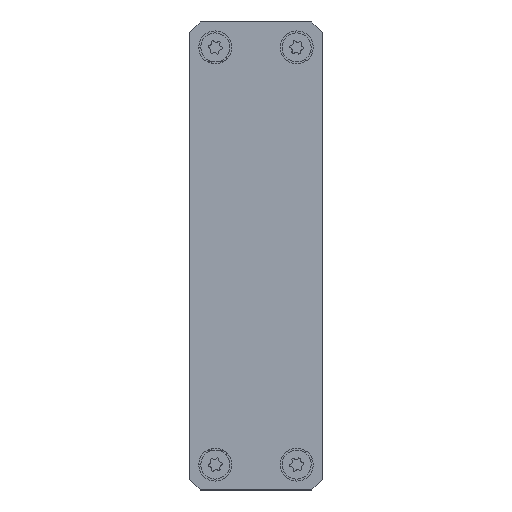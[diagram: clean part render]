
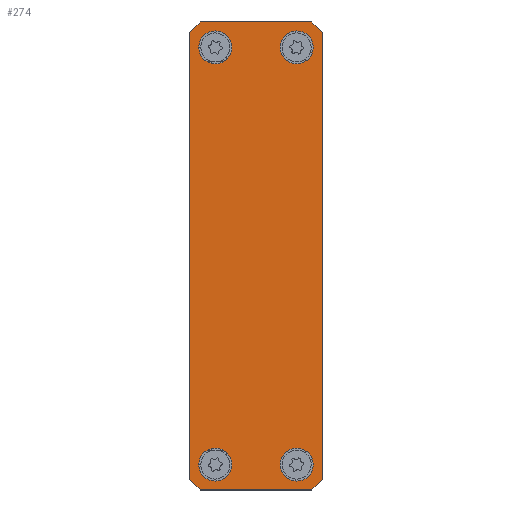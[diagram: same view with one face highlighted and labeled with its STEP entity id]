
A CAD part, left-side view. The second image highlights one B-rep face of the part: STEP entity #274.
In plain terms, the highlighted face is planar.
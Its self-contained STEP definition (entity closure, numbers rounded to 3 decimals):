
#2 = VECTOR ( 'NONE', #8636, 1000. ) ;
#133 = LINE ( 'NONE', #4602, #9827 ) ;
#197 = VERTEX_POINT ( 'NONE', #4609 ) ;
#251 = DIRECTION ( 'NONE',  ( 0., -1., 0. ) ) ;
#274 = ADVANCED_FACE ( 'NONE', ( #9271, #1604, #11013, #4150, #5000 ), #3315, .T. ) ;
#293 = ORIENTED_EDGE ( 'NONE', *, *, #4397, .F. ) ;
#347 = EDGE_CURVE ( 'NONE', #5507, #7625, #4105, .T. ) ;
#361 = EDGE_LOOP ( 'NONE', ( #1255, #2363 ) ) ;
#423 = VECTOR ( 'NONE', #6811, 1000. ) ;
#468 = VERTEX_POINT ( 'NONE', #9308 ) ;
#597 = CARTESIAN_POINT ( 'NONE',  ( -41., 0., 8. ) ) ;
#646 = DIRECTION ( 'NONE',  ( 0., 0., -1. ) ) ;
#856 = DIRECTION ( 'NONE',  ( 0., 0., -1. ) ) ;
#872 = LINE ( 'NONE', #1758, #2 ) ;
#1070 = ORIENTED_EDGE ( 'NONE', *, *, #6633, .F. ) ;
#1133 = AXIS2_PLACEMENT_3D ( 'NONE', #597, #7286, #10838 ) ;
#1158 = EDGE_CURVE ( 'NONE', #4870, #3173, #9264, .T. ) ;
#1206 = EDGE_CURVE ( 'NONE', #3275, #7722, #5050, .T. ) ;
#1241 = AXIS2_PLACEMENT_3D ( 'NONE', #6498, #5650, #3844 ) ;
#1255 = ORIENTED_EDGE ( 'NONE', *, *, #1490, .F. ) ;
#1299 = EDGE_LOOP ( 'NONE', ( #1070, #9660 ) ) ;
#1420 = DIRECTION ( 'NONE',  ( -0.707, 0., -0.707 ) ) ;
#1490 = EDGE_CURVE ( 'NONE', #3988, #468, #1656, .T. ) ;
#1604 = FACE_BOUND ( 'NONE', #1299, .T. ) ;
#1655 = CARTESIAN_POINT ( 'NONE',  ( -28.5, 0., -28.5 ) ) ;
#1656 = CIRCLE ( 'NONE', #1133, 3.25 ) ;
#1702 = VERTEX_POINT ( 'NONE', #9698 ) ;
#1710 = DIRECTION ( 'NONE',  ( 0.707, 0., -0.707 ) ) ;
#1758 = CARTESIAN_POINT ( 'NONE',  ( -46., 0., -13. ) ) ;
#2006 = CARTESIAN_POINT ( 'NONE',  ( -46., 0., 13. ) ) ;
#2200 = CIRCLE ( 'NONE', #5048, 3.25 ) ;
#2296 = EDGE_CURVE ( 'NONE', #468, #3988, #2200, .T. ) ;
#2328 = CARTESIAN_POINT ( 'NONE',  ( 46., 0., -11. ) ) ;
#2363 = ORIENTED_EDGE ( 'NONE', *, *, #2296, .F. ) ;
#2479 = CARTESIAN_POINT ( 'NONE',  ( 41., 0., 8. ) ) ;
#2641 = EDGE_CURVE ( 'NONE', #4750, #197, #5605, .T. ) ;
#2663 = AXIS2_PLACEMENT_3D ( 'NONE', #3718, #10586, #2891 ) ;
#2840 = LINE ( 'NONE', #2006, #5872 ) ;
#2891 = DIRECTION ( 'NONE',  ( 0., 0., -1. ) ) ;
#2938 = VERTEX_POINT ( 'NONE', #6175 ) ;
#3173 = VERTEX_POINT ( 'NONE', #3232 ) ;
#3215 = CARTESIAN_POINT ( 'NONE',  ( 0., 0., 0. ) ) ;
#3232 = CARTESIAN_POINT ( 'NONE',  ( -44., 0., -13. ) ) ;
#3275 = VERTEX_POINT ( 'NONE', #8663 ) ;
#3315 = PLANE ( 'NONE',  #9316 ) ;
#3388 = AXIS2_PLACEMENT_3D ( 'NONE', #5502, #6403, #646 ) ;
#3415 = DIRECTION ( 'NONE',  ( 0., 0., -1. ) ) ;
#3478 = CARTESIAN_POINT ( 'NONE',  ( 28.5, 0., -28.5 ) ) ;
#3499 = DIRECTION ( 'NONE',  ( 0., -1., 0. ) ) ;
#3504 = DIRECTION ( 'NONE',  ( -0.707, 0., 0.707 ) ) ;
#3526 = EDGE_CURVE ( 'NONE', #9133, #2938, #9002, .T. ) ;
#3598 = LINE ( 'NONE', #10409, #10664 ) ;
#3685 = ORIENTED_EDGE ( 'NONE', *, *, #8252, .F. ) ;
#3718 = CARTESIAN_POINT ( 'NONE',  ( -41., 0., -8. ) ) ;
#3742 = VERTEX_POINT ( 'NONE', #4387 ) ;
#3829 = CARTESIAN_POINT ( 'NONE',  ( 41., 0., 4.75 ) ) ;
#3832 = CIRCLE ( 'NONE', #4188, 3.25 ) ;
#3844 = DIRECTION ( 'NONE',  ( 0., 0., -1. ) ) ;
#3986 = DIRECTION ( 'NONE',  ( 0., 0., -1. ) ) ;
#3988 = VERTEX_POINT ( 'NONE', #8003 ) ;
#3991 = CARTESIAN_POINT ( 'NONE',  ( -41., 0., -11.25 ) ) ;
#4007 = CARTESIAN_POINT ( 'NONE',  ( 41., 0., -4.75 ) ) ;
#4026 = EDGE_LOOP ( 'NONE', ( #3685, #10452 ) ) ;
#4082 = VECTOR ( 'NONE', #856, 1000. ) ;
#4105 = CIRCLE ( 'NONE', #3388, 3.25 ) ;
#4150 = FACE_BOUND ( 'NONE', #361, .T. ) ;
#4151 = AXIS2_PLACEMENT_3D ( 'NONE', #6429, #6319, #9848 ) ;
#4188 = AXIS2_PLACEMENT_3D ( 'NONE', #6038, #3499, #9450 ) ;
#4337 = EDGE_CURVE ( 'NONE', #4750, #9990, #2840, .T. ) ;
#4351 = DIRECTION ( 'NONE',  ( 0., 0., -1. ) ) ;
#4387 = CARTESIAN_POINT ( 'NONE',  ( 46., 0., 11. ) ) ;
#4397 = EDGE_CURVE ( 'NONE', #1702, #6933, #7480, .T. ) ;
#4544 = DIRECTION ( 'NONE',  ( 0., 0., 1. ) ) ;
#4602 = CARTESIAN_POINT ( 'NONE',  ( 28.5, 0., 28.5 ) ) ;
#4609 = CARTESIAN_POINT ( 'NONE',  ( -46., 0., 11. ) ) ;
#4627 = ORIENTED_EDGE ( 'NONE', *, *, #9232, .T. ) ;
#4750 = VERTEX_POINT ( 'NONE', #6308 ) ;
#4771 = AXIS2_PLACEMENT_3D ( 'NONE', #2479, #9319, #3415 ) ;
#4870 = VERTEX_POINT ( 'NONE', #8198 ) ;
#4917 = CARTESIAN_POINT ( 'NONE',  ( 46., 0., 13. ) ) ;
#5000 = FACE_OUTER_BOUND ( 'NONE', #8742, .T. ) ;
#5048 = AXIS2_PLACEMENT_3D ( 'NONE', #9455, #251, #4351 ) ;
#5050 = LINE ( 'NONE', #3478, #423 ) ;
#5185 = EDGE_CURVE ( 'NONE', #3742, #7722, #11043, .T. ) ;
#5502 = CARTESIAN_POINT ( 'NONE',  ( 41., 0., 8. ) ) ;
#5507 = VERTEX_POINT ( 'NONE', #10182 ) ;
#5605 = LINE ( 'NONE', #5661, #8102 ) ;
#5650 = DIRECTION ( 'NONE',  ( 0., -1., 0. ) ) ;
#5661 = CARTESIAN_POINT ( 'NONE',  ( -28.5, 0., 28.5 ) ) ;
#5872 = VECTOR ( 'NONE', #6375, 1000. ) ;
#6038 = CARTESIAN_POINT ( 'NONE',  ( 41., 0., -8. ) ) ;
#6175 = CARTESIAN_POINT ( 'NONE',  ( 41., 0., -11.25 ) ) ;
#6300 = VECTOR ( 'NONE', #1710, 1000. ) ;
#6308 = CARTESIAN_POINT ( 'NONE',  ( -44., 0., 13. ) ) ;
#6319 = DIRECTION ( 'NONE',  ( 0., -1., 0. ) ) ;
#6375 = DIRECTION ( 'NONE',  ( 1., 0., 0. ) ) ;
#6403 = DIRECTION ( 'NONE',  ( 0., -1., 0. ) ) ;
#6429 = CARTESIAN_POINT ( 'NONE',  ( 41., 0., -8. ) ) ;
#6498 = CARTESIAN_POINT ( 'NONE',  ( -41., 0., -8. ) ) ;
#6633 = EDGE_CURVE ( 'NONE', #2938, #9133, #3832, .T. ) ;
#6811 = DIRECTION ( 'NONE',  ( 0.707, 0., 0.707 ) ) ;
#6933 = VERTEX_POINT ( 'NONE', #3991 ) ;
#7114 = ORIENTED_EDGE ( 'NONE', *, *, #8944, .F. ) ;
#7117 = ORIENTED_EDGE ( 'NONE', *, *, #2641, .T. ) ;
#7188 = EDGE_CURVE ( 'NONE', #4870, #197, #3598, .T. ) ;
#7286 = DIRECTION ( 'NONE',  ( 0., -1., 0. ) ) ;
#7294 = CIRCLE ( 'NONE', #1241, 3.25 ) ;
#7304 = EDGE_LOOP ( 'NONE', ( #7114, #293 ) ) ;
#7480 = CIRCLE ( 'NONE', #2663, 3.25 ) ;
#7625 = VERTEX_POINT ( 'NONE', #3829 ) ;
#7722 = VERTEX_POINT ( 'NONE', #2328 ) ;
#7996 = ORIENTED_EDGE ( 'NONE', *, *, #1158, .T. ) ;
#8003 = CARTESIAN_POINT ( 'NONE',  ( -41., 0., 4.75 ) ) ;
#8102 = VECTOR ( 'NONE', #1420, 1000. ) ;
#8198 = CARTESIAN_POINT ( 'NONE',  ( -46., 0., -11. ) ) ;
#8252 = EDGE_CURVE ( 'NONE', #7625, #5507, #10884, .T. ) ;
#8636 = DIRECTION ( 'NONE',  ( -1., 0., 0. ) ) ;
#8663 = CARTESIAN_POINT ( 'NONE',  ( 44., 0., -13. ) ) ;
#8742 = EDGE_LOOP ( 'NONE', ( #8801, #7996, #9645, #10554, #9325, #4627, #8994, #7117 ) ) ;
#8801 = ORIENTED_EDGE ( 'NONE', *, *, #7188, .F. ) ;
#8944 = EDGE_CURVE ( 'NONE', #6933, #1702, #7294, .T. ) ;
#8994 = ORIENTED_EDGE ( 'NONE', *, *, #4337, .F. ) ;
#9002 = CIRCLE ( 'NONE', #4151, 3.25 ) ;
#9133 = VERTEX_POINT ( 'NONE', #4007 ) ;
#9232 = EDGE_CURVE ( 'NONE', #3742, #9990, #133, .T. ) ;
#9264 = LINE ( 'NONE', #1655, #6300 ) ;
#9271 = FACE_BOUND ( 'NONE', #4026, .T. ) ;
#9308 = CARTESIAN_POINT ( 'NONE',  ( -41., 0., 11.25 ) ) ;
#9316 = AXIS2_PLACEMENT_3D ( 'NONE', #3215, #10008, #3986 ) ;
#9319 = DIRECTION ( 'NONE',  ( 0., -1., 0. ) ) ;
#9325 = ORIENTED_EDGE ( 'NONE', *, *, #5185, .F. ) ;
#9450 = DIRECTION ( 'NONE',  ( 0., 0., -1. ) ) ;
#9455 = CARTESIAN_POINT ( 'NONE',  ( -41., 0., 8. ) ) ;
#9485 = EDGE_CURVE ( 'NONE', #3275, #3173, #872, .T. ) ;
#9645 = ORIENTED_EDGE ( 'NONE', *, *, #9485, .F. ) ;
#9660 = ORIENTED_EDGE ( 'NONE', *, *, #3526, .F. ) ;
#9698 = CARTESIAN_POINT ( 'NONE',  ( -41., 0., -4.75 ) ) ;
#9827 = VECTOR ( 'NONE', #3504, 1000. ) ;
#9828 = CARTESIAN_POINT ( 'NONE',  ( 44., 0., 13. ) ) ;
#9848 = DIRECTION ( 'NONE',  ( 0., 0., -1. ) ) ;
#9990 = VERTEX_POINT ( 'NONE', #9828 ) ;
#10008 = DIRECTION ( 'NONE',  ( 0., -1., 0. ) ) ;
#10182 = CARTESIAN_POINT ( 'NONE',  ( 41., 0., 11.25 ) ) ;
#10409 = CARTESIAN_POINT ( 'NONE',  ( -46., 0., 13. ) ) ;
#10452 = ORIENTED_EDGE ( 'NONE', *, *, #347, .F. ) ;
#10554 = ORIENTED_EDGE ( 'NONE', *, *, #1206, .T. ) ;
#10586 = DIRECTION ( 'NONE',  ( 0., -1., 0. ) ) ;
#10664 = VECTOR ( 'NONE', #4544, 1000. ) ;
#10838 = DIRECTION ( 'NONE',  ( 0., 0., -1. ) ) ;
#10884 = CIRCLE ( 'NONE', #4771, 3.25 ) ;
#11013 = FACE_BOUND ( 'NONE', #7304, .T. ) ;
#11043 = LINE ( 'NONE', #4917, #4082 ) ;
